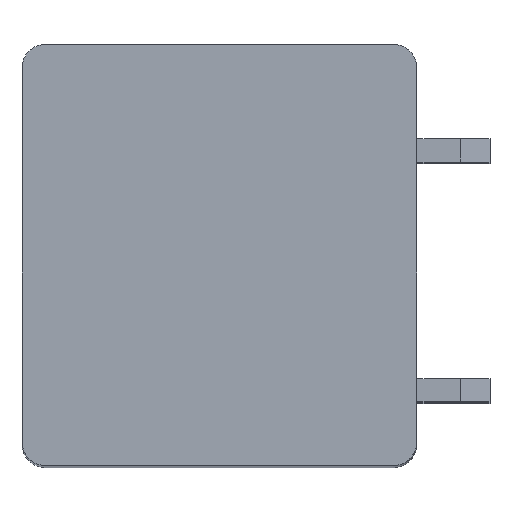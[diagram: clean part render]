
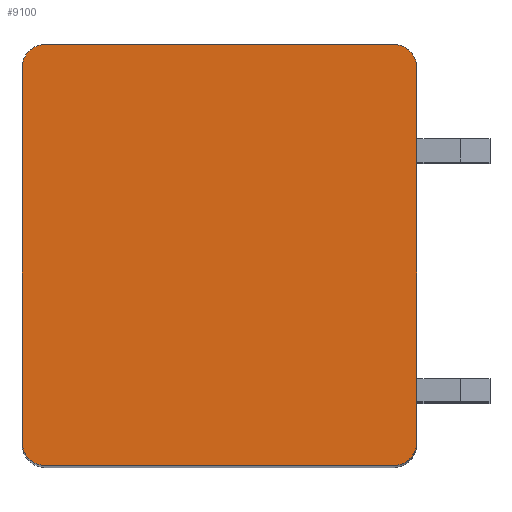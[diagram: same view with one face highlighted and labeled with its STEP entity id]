
A CAD part, top view. The second image highlights one B-rep face of the part: STEP entity #9100.
In plain terms, the highlighted planar face has unit normal (0, 0, 1).
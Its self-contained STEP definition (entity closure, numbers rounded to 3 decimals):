
#1005=CARTESIAN_POINT('',(-5.95,6.4,1.75));
#1006=DIRECTION('',(0.,0.,1.));
#1007=DIRECTION('',(0.,1.,0.));
#1008=AXIS2_PLACEMENT_3D('',#1005,#1006,#1007);
#1010=DIRECTION('',(-1.,0.,0.));
#1011=VECTOR('',#1010,11.9);
#1012=CARTESIAN_POINT('',(5.95,7.2,1.75));
#1013=LINE('',#1012,#1011);
#1014=CARTESIAN_POINT('',(5.95,6.4,1.75));
#1015=DIRECTION('',(0.,0.,1.));
#1016=DIRECTION('',(1.,0.,0.));
#1017=AXIS2_PLACEMENT_3D('',#1014,#1015,#1016);
#1019=DIRECTION('',(0.,1.,0.));
#1020=VECTOR('',#1019,12.8);
#1021=CARTESIAN_POINT('',(6.75,-6.4,1.75));
#1022=LINE('',#1021,#1020);
#1023=CARTESIAN_POINT('',(5.95,-6.4,1.75));
#1024=DIRECTION('',(0.,0.,1.));
#1025=DIRECTION('',(0.,-1.,0.));
#1026=AXIS2_PLACEMENT_3D('',#1023,#1024,#1025);
#1028=DIRECTION('',(1.,0.,0.));
#1029=VECTOR('',#1028,11.9);
#1030=CARTESIAN_POINT('',(-5.95,-7.2,1.75));
#1031=LINE('',#1030,#1029);
#1032=CARTESIAN_POINT('',(-5.95,-6.4,1.75));
#1033=DIRECTION('',(0.,0.,1.));
#1034=DIRECTION('',(-1.,0.,0.));
#1035=AXIS2_PLACEMENT_3D('',#1032,#1033,#1034);
#1037=DIRECTION('',(0.,-1.,0.));
#1038=VECTOR('',#1037,12.8);
#1039=CARTESIAN_POINT('',(-6.75,6.4,1.75));
#1040=LINE('',#1039,#1038);
#6817=CARTESIAN_POINT('',(-5.95,7.2,1.75));
#6818=VERTEX_POINT('',#6817);
#6819=CARTESIAN_POINT('',(-6.75,6.4,1.75));
#6820=VERTEX_POINT('',#6819);
#6825=CARTESIAN_POINT('',(6.75,6.4,1.75));
#6826=VERTEX_POINT('',#6825);
#6827=CARTESIAN_POINT('',(5.95,7.2,1.75));
#6828=VERTEX_POINT('',#6827);
#6833=CARTESIAN_POINT('',(-6.75,-6.4,1.75));
#6834=VERTEX_POINT('',#6833);
#6835=CARTESIAN_POINT('',(-5.95,-7.2,1.75));
#6836=VERTEX_POINT('',#6835);
#6841=CARTESIAN_POINT('',(5.95,-7.2,1.75));
#6842=VERTEX_POINT('',#6841);
#6843=CARTESIAN_POINT('',(6.75,-6.4,1.75));
#6844=VERTEX_POINT('',#6843);
#9085=CARTESIAN_POINT('',(0.,0.,1.75));
#9086=DIRECTION('',(0.,0.,1.));
#9087=DIRECTION('',(1.,0.,0.));
#9088=AXIS2_PLACEMENT_3D('',#9085,#9086,#9087);
#9089=PLANE('',#9088);
#9090=ORIENTED_EDGE('',*,*,#8453,.F.);
#9091=ORIENTED_EDGE('',*,*,#8469,.F.);
#9092=ORIENTED_EDGE('',*,*,#8790,.F.);
#9093=ORIENTED_EDGE('',*,*,#8805,.F.);
#9094=ORIENTED_EDGE('',*,*,#9038,.F.);
#9095=ORIENTED_EDGE('',*,*,#9051,.F.);
#9096=ORIENTED_EDGE('',*,*,#9066,.F.);
#9097=ORIENTED_EDGE('',*,*,#9078,.F.);
#9098=EDGE_LOOP('',(#9090,#9091,#9092,#9093,#9094,#9095,#9096,#9097));
#9099=FACE_OUTER_BOUND('',#9098,.F.);
#1009=CIRCLE('',#1008,0.8);
#1018=CIRCLE('',#1017,0.8);
#1027=CIRCLE('',#1026,0.8);
#1036=CIRCLE('',#1035,0.8);
#8453=EDGE_CURVE('',#6818,#6820,#1009,.T.);
#8469=EDGE_CURVE('',#6828,#6818,#1013,.T.);
#8790=EDGE_CURVE('',#6826,#6828,#1018,.T.);
#8805=EDGE_CURVE('',#6844,#6826,#1022,.T.);
#9038=EDGE_CURVE('',#6842,#6844,#1027,.T.);
#9051=EDGE_CURVE('',#6836,#6842,#1031,.T.);
#9066=EDGE_CURVE('',#6834,#6836,#1036,.T.);
#9078=EDGE_CURVE('',#6820,#6834,#1040,.T.);
#9100=ADVANCED_FACE('',(#9099),#9089,.T.);
